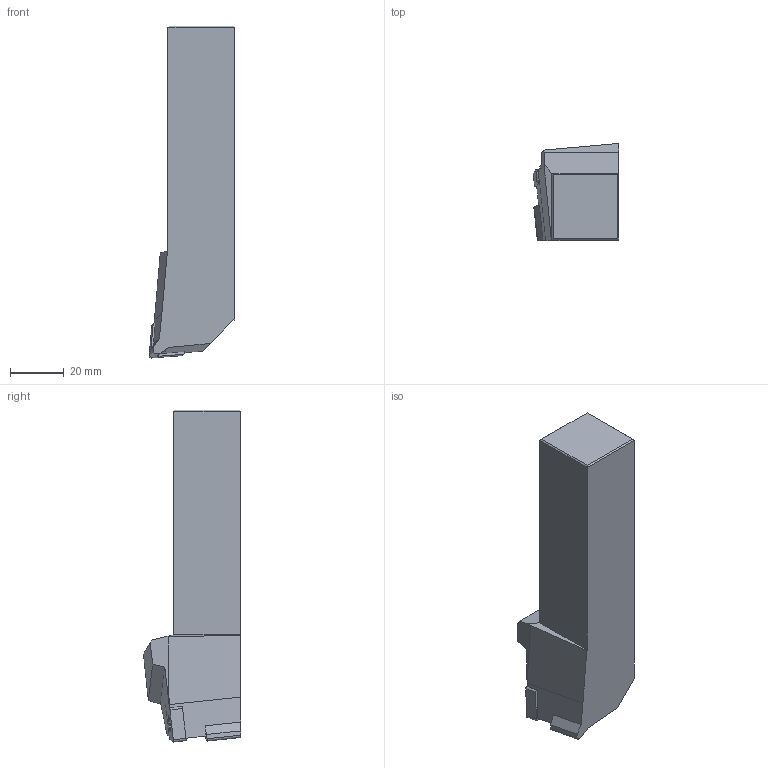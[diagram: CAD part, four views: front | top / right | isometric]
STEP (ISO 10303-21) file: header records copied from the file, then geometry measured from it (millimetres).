
FILE_DESCRIPTION((''),'2;1');
FILE_NAME('7059202501_ASM','2023-02-22T08:58:16',('schmidtst'),(''),'CREO PARAMETRIC BY PTC INC, 2021164','CREO PARAMETRIC BY PTC INC, 2021164','');
FILE_SCHEMA(('AP242_MANAGED_MODEL_BASED_3D_ENGINEERING_MIM_LF { 1 0 10303 442 1 1 4 }'));
Length unit declared in the file: millimetre
Products named in the file (3): 7059202501NC; 7059202501C; 7059202501_ASM
Assembly tree (2 placements, depth 2):
  7059202501_ASM
    7059202501NC
    7059202501C
Bounding box: 32 x 36.25 x 124.01 mm (x, y, z)
Volume: 82816.6 mm3; surface area: 14868.4 mm2
Topology: 2 solids, 2 shells, 46 faces, 115 edges, 73 vertices
Faces by surface type: plane 35, cylinder 7, torus 2, cone 2
Entity records: 2413 total; most frequent: DIRECTION 302, CARTESIAN_POINT 290, ORIENTED_EDGE 230, PRESENTATION_STYLE_ASSIGNMENT 136, STYLED_ITEM 136, CURVE_STYLE 133, EDGE_CURVE 115, VECTOR 106
